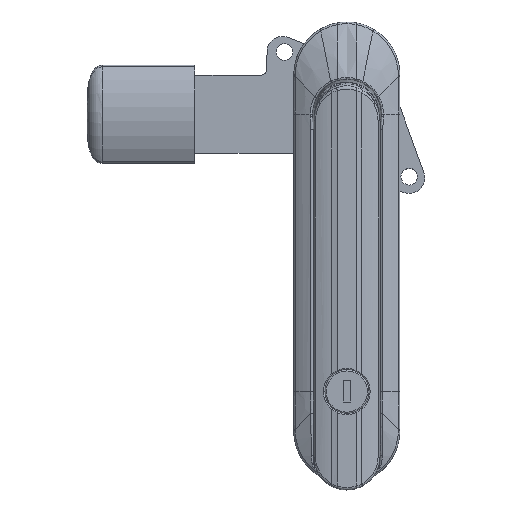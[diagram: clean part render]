
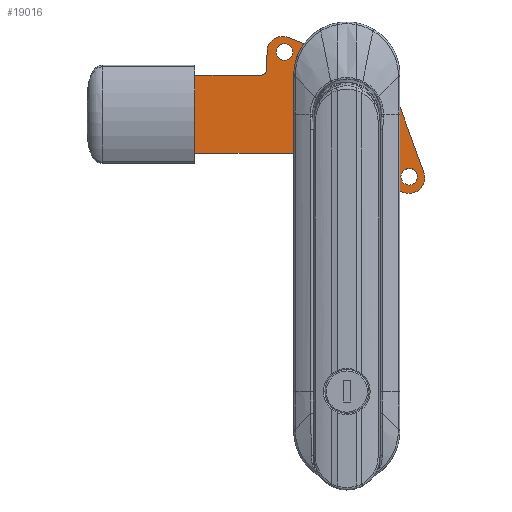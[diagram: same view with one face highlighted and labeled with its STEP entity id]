
A CAD part, top view. The second image highlights one B-rep face of the part: STEP entity #19016.
In plain terms, the highlighted planar face has unit normal (0, 0, 1).
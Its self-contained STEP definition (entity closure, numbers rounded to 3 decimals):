
#975=FACE_BOUND('',#3977,.T.);
#976=FACE_BOUND('',#3978,.T.);
#977=FACE_BOUND('',#3979,.T.);
#2748=FACE_OUTER_BOUND('',#3976,.T.);
#3976=EDGE_LOOP('',(#17398,#17399,#17400,#17401,#17402,#17403,#17404,#17405,
#17406,#17407,#17408));
#3977=EDGE_LOOP('',(#17409));
#3978=EDGE_LOOP('',(#17410));
#3979=EDGE_LOOP('',(#17411,#17412,#17413,#17414));
#5119=LINE('',#55988,#6276);
#5122=LINE('',#55995,#6279);
#5123=LINE('',#55997,#6280);
#5124=LINE('',#56001,#6281);
#5125=LINE('',#56005,#6282);
#5126=LINE('',#56009,#6283);
#5127=LINE('',#56012,#6284);
#5128=LINE('',#56015,#6285);
#5129=LINE('',#56017,#6286);
#5130=LINE('',#56019,#6287);
#5131=LINE('',#56020,#6288);
#6276=VECTOR('',#26026,25.);
#6279=VECTOR('',#26035,32.5);
#6280=VECTOR('',#26036,36.717);
#6281=VECTOR('',#26039,27.921);
#6282=VECTOR('',#26042,30.3);
#6283=VECTOR('',#26045,5.641);
#6284=VECTOR('',#26048,21.04);
#6285=VECTOR('',#26049,10.2);
#6286=VECTOR('',#26050,10.2);
#6287=VECTOR('',#26051,10.2);
#6288=VECTOR('',#26052,10.2);
#7245=CIRCLE('',#20967,2.65);
#7247=CIRCLE('',#20970,2.65);
#7258=CIRCLE('',#20990,5.);
#7259=CIRCLE('',#20991,10.);
#7260=CIRCLE('',#20992,5.);
#7261=CIRCLE('',#20993,2.);
#9012=VERTEX_POINT('',#55690);
#9014=VERTEX_POINT('',#55695);
#9027=VERTEX_POINT('',#55985);
#9028=VERTEX_POINT('',#55987);
#9029=VERTEX_POINT('',#55994);
#9030=VERTEX_POINT('',#55996);
#9031=VERTEX_POINT('',#55998);
#9032=VERTEX_POINT('',#56000);
#9033=VERTEX_POINT('',#56002);
#9034=VERTEX_POINT('',#56004);
#9035=VERTEX_POINT('',#56006);
#9036=VERTEX_POINT('',#56008);
#9037=VERTEX_POINT('',#56010);
#9038=VERTEX_POINT('',#56013);
#9039=VERTEX_POINT('',#56014);
#9040=VERTEX_POINT('',#56016);
#9041=VERTEX_POINT('',#56018);
#11800=EDGE_CURVE('',#9012,#9012,#7245,.T.);
#11802=EDGE_CURVE('',#9014,#9014,#7247,.T.);
#11822=EDGE_CURVE('',#9028,#9027,#5119,.T.);
#11825=EDGE_CURVE('',#9027,#9029,#5122,.T.);
#11826=EDGE_CURVE('',#9029,#9030,#5123,.T.);
#11827=EDGE_CURVE('',#9030,#9031,#7258,.T.);
#11828=EDGE_CURVE('',#9031,#9032,#5124,.T.);
#11829=EDGE_CURVE('',#9032,#9033,#7259,.T.);
#11830=EDGE_CURVE('',#9033,#9034,#5125,.T.);
#11831=EDGE_CURVE('',#9034,#9035,#7260,.T.);
#11832=EDGE_CURVE('',#9035,#9036,#5126,.T.);
#11833=EDGE_CURVE('',#9036,#9037,#7261,.T.);
#11834=EDGE_CURVE('',#9037,#9028,#5127,.T.);
#11835=EDGE_CURVE('',#9038,#9039,#5128,.T.);
#11836=EDGE_CURVE('',#9039,#9040,#5129,.T.);
#11837=EDGE_CURVE('',#9040,#9041,#5130,.T.);
#11838=EDGE_CURVE('',#9041,#9038,#5131,.T.);
#17398=ORIENTED_EDGE('',*,*,#11822,.T.);
#17399=ORIENTED_EDGE('',*,*,#11825,.T.);
#17400=ORIENTED_EDGE('',*,*,#11826,.T.);
#17401=ORIENTED_EDGE('',*,*,#11827,.T.);
#17402=ORIENTED_EDGE('',*,*,#11828,.T.);
#17403=ORIENTED_EDGE('',*,*,#11829,.T.);
#17404=ORIENTED_EDGE('',*,*,#11830,.T.);
#17405=ORIENTED_EDGE('',*,*,#11831,.T.);
#17406=ORIENTED_EDGE('',*,*,#11832,.T.);
#17407=ORIENTED_EDGE('',*,*,#11833,.T.);
#17408=ORIENTED_EDGE('',*,*,#11834,.T.);
#17409=ORIENTED_EDGE('',*,*,#11800,.T.);
#17410=ORIENTED_EDGE('',*,*,#11802,.T.);
#17411=ORIENTED_EDGE('',*,*,#11835,.T.);
#17412=ORIENTED_EDGE('',*,*,#11836,.T.);
#17413=ORIENTED_EDGE('',*,*,#11837,.T.);
#17414=ORIENTED_EDGE('',*,*,#11838,.T.);
#17894=PLANE('',#20989);
#19016=ADVANCED_FACE('',(#2748,#975,#976,#977),#17894,.T.);
#20967=AXIS2_PLACEMENT_3D('',#55691,#25981,#25982);
#20970=AXIS2_PLACEMENT_3D('',#55696,#25987,#25988);
#20989=AXIS2_PLACEMENT_3D('',#55993,#26033,#26034);
#20990=AXIS2_PLACEMENT_3D('',#55999,#26037,#26038);
#20991=AXIS2_PLACEMENT_3D('',#56003,#26040,#26041);
#20992=AXIS2_PLACEMENT_3D('',#56007,#26043,#26044);
#20993=AXIS2_PLACEMENT_3D('',#56011,#26046,#26047);
#25981=DIRECTION('center_axis',(0.,0.,-1.));
#25982=DIRECTION('ref_axis',(1.,0.,0.));
#25987=DIRECTION('center_axis',(0.,0.,-1.));
#25988=DIRECTION('ref_axis',(1.,0.,0.));
#26026=DIRECTION('',(0.,1.,0.));
#26033=DIRECTION('center_axis',(0.,0.,1.));
#26034=DIRECTION('ref_axis',(1.,0.,0.));
#26035=DIRECTION('',(-1.,0.,0.));
#26036=DIRECTION('',(-0.94,0.342,0.));
#26037=DIRECTION('center_axis',(0.,0.,1.));
#26038=DIRECTION('ref_axis',(-0.342,-0.94,0.));
#26039=DIRECTION('',(0.342,-0.94,0.));
#26040=DIRECTION('center_axis',(0.,0.,1.));
#26041=DIRECTION('ref_axis',(0.94,0.342,0.));
#26042=DIRECTION('',(0.929,-0.369,0.));
#26043=DIRECTION('center_axis',(0.,0.,1.));
#26044=DIRECTION('ref_axis',(0.369,0.929,0.));
#26045=DIRECTION('',(0.02,1.,0.));
#26046=DIRECTION('center_axis',(0.,0.,-1.));
#26047=DIRECTION('ref_axis',(0.,1.,0.));
#26048=DIRECTION('',(1.,0.,0.));
#26049=DIRECTION('',(0.707,-0.707,0.));
#26050=DIRECTION('',(-0.707,-0.707,0.));
#26051=DIRECTION('',(-0.707,0.707,0.));
#26052=DIRECTION('',(0.707,0.707,0.));
#55690=CARTESIAN_POINT('',(-17.35,20.,1.45));
#55691=CARTESIAN_POINT('Origin',(-20.,20.,1.45));
#55695=CARTESIAN_POINT('',(22.65,-20.,1.45));
#55696=CARTESIAN_POINT('Origin',(20.,-20.,1.45));
#55985=CARTESIAN_POINT('',(48.712,12.5,1.45));
#55987=CARTESIAN_POINT('',(48.712,-12.5,1.45));
#55988=CARTESIAN_POINT('',(48.712,0.458,1.45));
#55993=CARTESIAN_POINT('Origin',(27.191,0.915,1.45));
#55994=CARTESIAN_POINT('',(16.212,12.5,1.45));
#55995=CARTESIAN_POINT('',(16.212,12.5,1.45));
#55996=CARTESIAN_POINT('',(-18.29,25.058,1.45));
#55997=CARTESIAN_POINT('',(-18.29,25.058,1.45));
#55998=CARTESIAN_POINT('',(-24.698,18.649,1.45));
#55999=CARTESIAN_POINT('Origin',(-20.,20.359,1.45));
#56000=CARTESIAN_POINT('',(-15.149,-7.588,1.45));
#56001=CARTESIAN_POINT('',(-15.149,-7.588,1.45));
#56002=CARTESIAN_POINT('',(-9.444,-13.461,1.45));
#56003=CARTESIAN_POINT('Origin',(-5.752,-4.168,1.45));
#56004=CARTESIAN_POINT('',(18.716,-24.647,1.45));
#56005=CARTESIAN_POINT('',(18.716,-24.647,1.45));
#56006=CARTESIAN_POINT('',(25.56,-20.1,1.45));
#56007=CARTESIAN_POINT('Origin',(20.561,-20.,1.45));
#56008=CARTESIAN_POINT('',(25.673,-14.46,1.45));
#56009=CARTESIAN_POINT('',(25.673,-14.46,1.45));
#56010=CARTESIAN_POINT('',(27.673,-12.5,1.45));
#56011=CARTESIAN_POINT('Origin',(27.673,-14.5,1.45));
#56012=CARTESIAN_POINT('',(77.712,-12.5,1.45));
#56013=CARTESIAN_POINT('',(0.,7.212,1.45));
#56014=CARTESIAN_POINT('',(7.212,0.,1.45));
#56015=CARTESIAN_POINT('',(11.978,-4.766,1.45));
#56016=CARTESIAN_POINT('',(0.,-7.212,1.45));
#56017=CARTESIAN_POINT('',(8.83,1.617,1.45));
#56018=CARTESIAN_POINT('',(-7.212,0.,1.45));
#56019=CARTESIAN_POINT('',(1.16,-8.372,1.45));
#56020=CARTESIAN_POINT('',(5.224,12.436,1.45));
